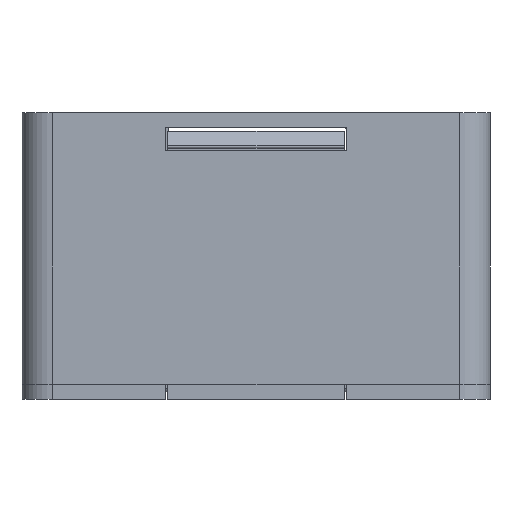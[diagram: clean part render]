
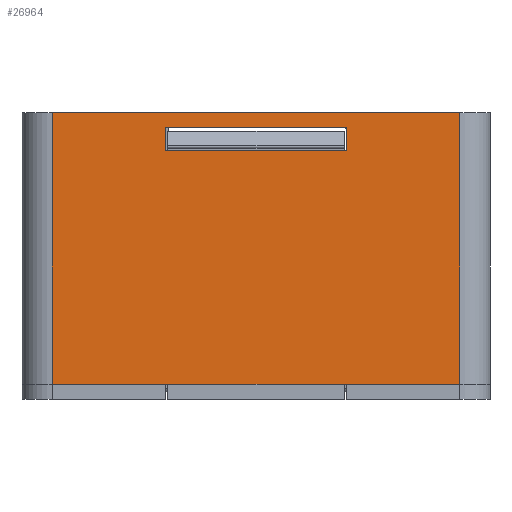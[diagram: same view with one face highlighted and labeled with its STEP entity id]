
A CAD part, front view. The second image highlights one B-rep face of the part: STEP entity #26964.
In plain terms, the highlighted planar face has unit normal (0, -1, 0).
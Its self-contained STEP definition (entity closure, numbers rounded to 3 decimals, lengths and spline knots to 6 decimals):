
#5309=ORIENTED_EDGE('',*,*,#12738,.T.);
#5310=ORIENTED_EDGE('',*,*,#12739,.F.);
#5311=ORIENTED_EDGE('',*,*,#12740,.F.);
#5312=ORIENTED_EDGE('',*,*,#12474,.T.);
#5313=ORIENTED_EDGE('',*,*,#12741,.T.);
#5314=ORIENTED_EDGE('',*,*,#12742,.T.);
#5315=ORIENTED_EDGE('',*,*,#12743,.F.);
#5316=ORIENTED_EDGE('',*,*,#12686,.T.);
#12474=EDGE_CURVE('',#16337,#16336,#18866,.T.);
#12686=EDGE_CURVE('',#16548,#16547,#18938,.T.);
#12738=EDGE_CURVE('',#16336,#16596,#18967,.T.);
#12739=EDGE_CURVE('',#16597,#16596,#18968,.T.);
#12740=EDGE_CURVE('',#16337,#16597,#18969,.T.);
#12741=EDGE_CURVE('',#16547,#16598,#18970,.T.);
#12742=EDGE_CURVE('',#16598,#16599,#18971,.T.);
#12743=EDGE_CURVE('',#16548,#16599,#18972,.T.);
#16336=VERTEX_POINT('',#40150);
#16337=VERTEX_POINT('',#40152);
#16547=VERTEX_POINT('',#40739);
#16548=VERTEX_POINT('',#40741);
#16596=VERTEX_POINT('',#40867);
#16597=VERTEX_POINT('',#40869);
#16598=VERTEX_POINT('',#40872);
#16599=VERTEX_POINT('',#40874);
#18866=LINE('',#40151,#21111);
#18938=LINE('',#40740,#21183);
#18967=LINE('',#40866,#21212);
#18968=LINE('',#40868,#21213);
#18969=LINE('',#40870,#21214);
#18970=LINE('',#40871,#21215);
#18971=LINE('',#40873,#21216);
#18972=LINE('',#40875,#21217);
#21111=VECTOR('',#31584,1.);
#21183=VECTOR('',#31776,1.);
#21212=VECTOR('',#31831,1.);
#21213=VECTOR('',#31832,1.);
#21214=VECTOR('',#31833,1.);
#21215=VECTOR('',#31834,1.);
#21216=VECTOR('',#31835,1.);
#21217=VECTOR('',#31836,1.);
#23156=EDGE_LOOP('',(#5309,#5310,#5311,#5312));
#23157=EDGE_LOOP('',(#5313,#5314,#5315,#5316));
#24804=FACE_BOUND('',#23156,.T.);
#24805=FACE_BOUND('',#23157,.T.);
#26218=PLANE('',#29005);
#26964=ADVANCED_FACE('',(#24804,#24805),#26218,.T.);
#29005=AXIS2_PLACEMENT_3D('',#40865,#31829,#31830);
#31584=DIRECTION('',(-1.,0.,0.));
#31776=DIRECTION('',(1.,0.,0.));
#31829=DIRECTION('',(0.,-1.,0.));
#31830=DIRECTION('',(1.,0.,0.));
#31831=DIRECTION('',(0.,0.,-1.));
#31832=DIRECTION('',(-1.,0.,0.));
#31833=DIRECTION('',(0.,0.,-1.));
#31834=DIRECTION('',(0.,0.,-1.));
#31835=DIRECTION('',(-1.,0.,0.));
#31836=DIRECTION('',(0.,0.,-1.));
#40150=CARTESIAN_POINT('',(-0.00168,-0.03218,0.008634));
#40151=CARTESIAN_POINT('',(0.02532,-0.03218,0.008634));
#40152=CARTESIAN_POINT('',(0.05232,-0.03218,0.008634));
#40739=CARTESIAN_POINT('',(0.03732,-0.03218,0.006634));
#40740=CARTESIAN_POINT('',(0.02532,-0.03218,0.006634));
#40741=CARTESIAN_POINT('',(0.01332,-0.03218,0.006634));
#40865=CARTESIAN_POINT('',(0.02532,-0.03218,0.008634));
#40866=CARTESIAN_POINT('',(-0.00168,-0.03218,0.008634));
#40867=CARTESIAN_POINT('',(-0.00168,-0.03218,-0.027366));
#40868=CARTESIAN_POINT('',(0.02532,-0.03218,-0.027366));
#40869=CARTESIAN_POINT('',(0.05232,-0.03218,-0.027366));
#40870=CARTESIAN_POINT('',(0.05232,-0.03218,0.008634));
#40871=CARTESIAN_POINT('',(0.03732,-0.03218,0.008634));
#40872=CARTESIAN_POINT('',(0.03732,-0.03218,0.003634));
#40873=CARTESIAN_POINT('',(0.02532,-0.03218,0.003634));
#40874=CARTESIAN_POINT('',(0.01332,-0.03218,0.003634));
#40875=CARTESIAN_POINT('',(0.01332,-0.03218,0.008634));
